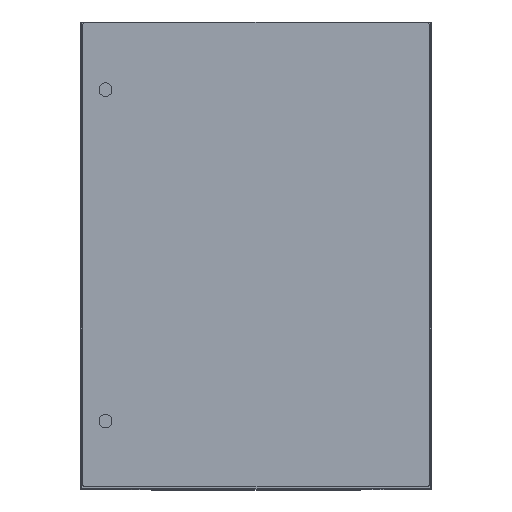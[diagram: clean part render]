
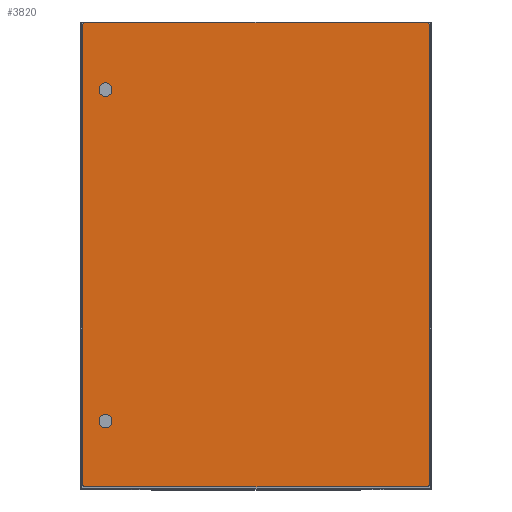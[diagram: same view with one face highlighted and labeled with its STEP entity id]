
A CAD part, top view. The second image highlights one B-rep face of the part: STEP entity #3820.
In plain terms, the highlighted planar face has unit normal (0, 0, 1).
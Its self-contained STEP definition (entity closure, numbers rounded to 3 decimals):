
#3820=ADVANCED_FACE('',(#8312,#8313,#8314),#8315,.T.);
#4924=EDGE_CURVE('',#9786,#9783,#9787,.T.);
#4930=EDGE_CURVE('',#9794,#9786,#9795,.T.);
#4936=EDGE_CURVE('',#9802,#9794,#9803,.T.);
#4942=EDGE_CURVE('',#9783,#9802,#9809,.T.);
#4948=EDGE_CURVE('',#9818,#9815,#9819,.T.);
#4954=EDGE_CURVE('',#9826,#9818,#9827,.T.);
#4960=EDGE_CURVE('',#9834,#9826,#9835,.T.);
#4966=EDGE_CURVE('',#9815,#9834,#9841,.T.);
#5016=EDGE_CURVE('',#9907,#9908,#9909,.T.);
#5024=EDGE_CURVE('',#9908,#9919,#9920,.T.);
#5030=EDGE_CURVE('',#9919,#9927,#9928,.T.);
#5036=EDGE_CURVE('',#9927,#9935,#9936,.T.);
#5042=EDGE_CURVE('',#9935,#9943,#9944,.T.);
#5048=EDGE_CURVE('',#9943,#9951,#9952,.T.);
#5054=EDGE_CURVE('',#9951,#9959,#9960,.T.);
#5060=EDGE_CURVE('',#9959,#9907,#9967,.T.);
#8312=FACE_OUTER_BOUND('',#14209,.T.);
#8313=FACE_BOUND('',#14210,.T.);
#8314=FACE_BOUND('',#14211,.T.);
#8315=PLANE('',#14212);
#9783=VERTEX_POINT('',#16477);
#9786=VERTEX_POINT('',#16482);
#9787=LINE('',#16483,#16484);
#9794=VERTEX_POINT('',#16495);
#9795=CIRCLE('',#16496,11.75);
#9802=VERTEX_POINT('',#16508);
#9803=LINE('',#16509,#16510);
#9809=CIRCLE('',#16520,11.75);
#9815=VERTEX_POINT('',#16529);
#9818=VERTEX_POINT('',#16534);
#9819=LINE('',#16535,#16536);
#9826=VERTEX_POINT('',#16547);
#9827=CIRCLE('',#16548,11.75);
#9834=VERTEX_POINT('',#16560);
#9835=LINE('',#16561,#16562);
#9841=CIRCLE('',#16572,11.75);
#9907=VERTEX_POINT('',#16679);
#9908=VERTEX_POINT('',#16680);
#9909=LINE('',#16681,#16682);
#9919=VERTEX_POINT('',#16699);
#9920=CIRCLE('',#16700,6.0);
#9927=VERTEX_POINT('',#16711);
#9928=LINE('',#16712,#16713);
#9935=VERTEX_POINT('',#16725);
#9936=CIRCLE('',#16726,6.0);
#9943=VERTEX_POINT('',#16737);
#9944=LINE('',#16738,#16739);
#9951=VERTEX_POINT('',#16751);
#9952=CIRCLE('',#16752,6.0);
#9959=VERTEX_POINT('',#16763);
#9960=LINE('',#16764,#16765);
#9967=CIRCLE('',#16777,6.0);
#14209=EDGE_LOOP('',(#22421,#22422,#22423,#22424,#22425,#22426,#22427,#22428));
#14210=EDGE_LOOP('',(#22429,#22430,#22431,#22432));
#14211=EDGE_LOOP('',(#22433,#22434,#22435,#22436));
#14212=AXIS2_PLACEMENT_3D('',#22437,#22438,#22439);
#16477=CARTESIAN_POINT('',(31.9,690.004,302.2));
#16482=CARTESIAN_POINT('',(31.9,677.996,302.2));
#16483=CARTESIAN_POINT('',(31.9,539.498,302.2));
#16484=VECTOR('',#23614,1.0);
#16495=CARTESIAN_POINT('',(52.1,677.996,302.2));
#16496=AXIS2_PLACEMENT_3D('',#23619,#23620,#23621);
#16508=CARTESIAN_POINT('',(52.1,690.004,302.2));
#16509=CARTESIAN_POINT('',(52.1,545.502,302.2));
#16510=VECTOR('',#23624,1.0);
#16520=AXIS2_PLACEMENT_3D('',#23629,#23630,#23631);
#16529=CARTESIAN_POINT('',(31.9,122.004,302.2));
#16534=CARTESIAN_POINT('',(31.9,109.996,302.2));
#16535=CARTESIAN_POINT('',(31.9,255.498,302.2));
#16536=VECTOR('',#23634,1.0);
#16547=CARTESIAN_POINT('',(52.1,109.996,302.2));
#16548=AXIS2_PLACEMENT_3D('',#23639,#23640,#23641);
#16560=CARTESIAN_POINT('',(52.1,122.004,302.2));
#16561=CARTESIAN_POINT('',(52.1,261.502,302.2));
#16562=VECTOR('',#23644,1.0);
#16572=AXIS2_PLACEMENT_3D('',#23649,#23650,#23651);
#16679=CARTESIAN_POINT('',(597.8,792.8,302.2));
#16680=CARTESIAN_POINT('',(597.8,9.2,302.2));
#16681=CARTESIAN_POINT('',(597.8,792.8,302.2));
#16682=VECTOR('',#23692,1.0);
#16699=CARTESIAN_POINT('',(591.8,3.2,302.2));
#16700=AXIS2_PLACEMENT_3D('',#23696,#23697,#23698);
#16711=CARTESIAN_POINT('',(8.2,3.2,302.2));
#16712=CARTESIAN_POINT('',(591.8,3.2,302.2));
#16713=VECTOR('',#23703,1.0);
#16725=CARTESIAN_POINT('',(2.2,9.2,302.2));
#16726=AXIS2_PLACEMENT_3D('',#23706,#23707,#23708);
#16737=CARTESIAN_POINT('',(2.2,792.8,302.2));
#16738=CARTESIAN_POINT('',(2.2,9.2,302.2));
#16739=VECTOR('',#23713,1.0);
#16751=CARTESIAN_POINT('',(8.2,798.8,302.2));
#16752=AXIS2_PLACEMENT_3D('',#23716,#23717,#23718);
#16763=CARTESIAN_POINT('',(591.8,798.8,302.2));
#16764=CARTESIAN_POINT('',(591.8,798.8,302.2));
#16765=VECTOR('',#23723,1.0);
#16777=AXIS2_PLACEMENT_3D('',#23726,#23727,#23728);
#22421=ORIENTED_EDGE('',*,*,#5016,.F.);
#22422=ORIENTED_EDGE('',*,*,#5060,.F.);
#22423=ORIENTED_EDGE('',*,*,#5054,.F.);
#22424=ORIENTED_EDGE('',*,*,#5048,.F.);
#22425=ORIENTED_EDGE('',*,*,#5042,.F.);
#22426=ORIENTED_EDGE('',*,*,#5036,.F.);
#22427=ORIENTED_EDGE('',*,*,#5030,.F.);
#22428=ORIENTED_EDGE('',*,*,#5024,.F.);
#22429=ORIENTED_EDGE('',*,*,#4936,.T.);
#22430=ORIENTED_EDGE('',*,*,#4930,.T.);
#22431=ORIENTED_EDGE('',*,*,#4924,.T.);
#22432=ORIENTED_EDGE('',*,*,#4942,.T.);
#22433=ORIENTED_EDGE('',*,*,#4960,.T.);
#22434=ORIENTED_EDGE('',*,*,#4954,.T.);
#22435=ORIENTED_EDGE('',*,*,#4948,.T.);
#22436=ORIENTED_EDGE('',*,*,#4966,.T.);
#22437=CARTESIAN_POINT('',(300.0,401.0,302.2));
#22438=DIRECTION('',(0.0,0.0,1.0));
#22439=DIRECTION('',(1.0,0.0,0.0));
#23614=DIRECTION('',(0.,1.0,0.0));
#23619=CARTESIAN_POINT('',(42.,684.,302.2));
#23620=DIRECTION('',(0.0,0.0,-1.0));
#23621=DIRECTION('',(-1.0,0.,0.0));
#23624=DIRECTION('',(0.,-1.0,0.0));
#23629=CARTESIAN_POINT('',(42.,684.0,302.2));
#23630=DIRECTION('',(0.0,0.0,-1.0));
#23631=DIRECTION('',(-1.0,0.,0.0));
#23634=DIRECTION('',(0.,1.0,0.0));
#23639=CARTESIAN_POINT('',(42.,116.,302.2));
#23640=DIRECTION('',(0.0,0.0,-1.0));
#23641=DIRECTION('',(-1.0,0.,0.0));
#23644=DIRECTION('',(0.,-1.0,0.0));
#23649=CARTESIAN_POINT('',(42.0,116.0,302.2));
#23650=DIRECTION('',(0.0,0.0,-1.0));
#23651=DIRECTION('',(-1.0,0.,0.0));
#23692=DIRECTION('',(0.,-1.0,0.0));
#23696=CARTESIAN_POINT('',(591.8,9.2,302.2));
#23697=DIRECTION('',(0.0,0.0,-1.0));
#23698=DIRECTION('',(-1.0,0.,0.0));
#23703=DIRECTION('',(-1.0,0.,0.0));
#23706=CARTESIAN_POINT('',(8.2,9.2,302.2));
#23707=DIRECTION('',(0.0,0.0,-1.0));
#23708=DIRECTION('',(-1.0,0.,0.0));
#23713=DIRECTION('',(0.,1.0,0.0));
#23716=CARTESIAN_POINT('',(8.2,792.8,302.2));
#23717=DIRECTION('',(0.0,0.0,-1.0));
#23718=DIRECTION('',(-1.0,0.,0.0));
#23723=DIRECTION('',(1.0,0.,0.0));
#23726=CARTESIAN_POINT('',(591.8,792.8,302.2));
#23727=DIRECTION('',(0.0,0.0,-1.0));
#23728=DIRECTION('',(-1.0,0.,0.0));
